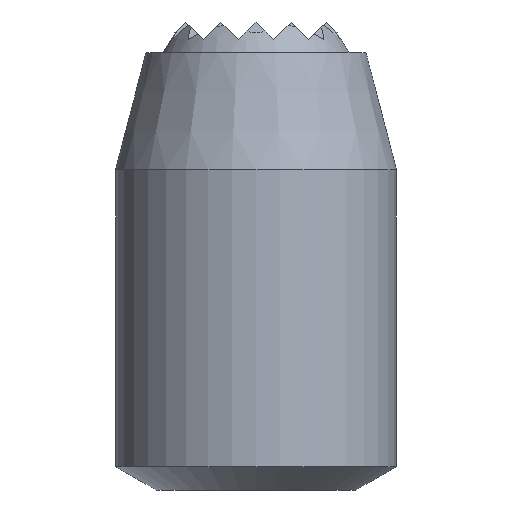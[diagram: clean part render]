
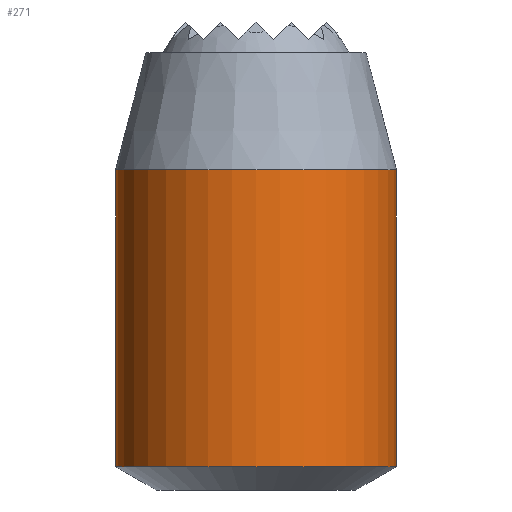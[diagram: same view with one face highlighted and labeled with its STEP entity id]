
A CAD part, front view. The second image highlights one B-rep face of the part: STEP entity #271.
In plain terms, the highlighted cylindrical face has radius 6 mm (diameter 12 mm), a full revolution.
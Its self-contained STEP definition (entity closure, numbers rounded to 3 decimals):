
#271 = ADVANCED_FACE( '', ( #569, #570 ), #571, .T. );
#569 = FACE_OUTER_BOUND( '', #892, .T. );
#570 = FACE_OUTER_BOUND( '', #893, .T. );
#571 = CYLINDRICAL_SURFACE( '', #894, 6. );
#892 = EDGE_LOOP( '', ( #1520 ) );
#893 = EDGE_LOOP( '', ( #1521 ) );
#894 = AXIS2_PLACEMENT_3D( '', #1522, #1523, #1524 );
#1520 = ORIENTED_EDGE( '', *, *, #1848, .T. );
#1521 = ORIENTED_EDGE( '', *, *, #1822, .T. );
#1522 = CARTESIAN_POINT( '', ( 0., 0., 18.68 ) );
#1523 = DIRECTION( '', ( 0., 0., 1. ) );
#1524 = DIRECTION( '', ( -1., 0., 0. ) );
#1822 = EDGE_CURVE( '', #2138, #2138, #2139, .F. );
#1848 = EDGE_CURVE( '', #2180, #2180, #2181, .T. );
#2138 = VERTEX_POINT( '', #2549 );
#2139 = CIRCLE( '', #2550, 6. );
#2180 = VERTEX_POINT( '', #2606 );
#2181 = CIRCLE( '', #2607, 6. );
#2549 = CARTESIAN_POINT( '', ( 6., 0., 13.68 ) );
#2550 = AXIS2_PLACEMENT_3D( '', #3034, #3035, #3036 );
#2606 = CARTESIAN_POINT( '', ( 6., 0., 1. ) );
#2607 = AXIS2_PLACEMENT_3D( '', #3064, #3065, #3066 );
#3034 = CARTESIAN_POINT( '', ( 0., 0., 13.68 ) );
#3035 = DIRECTION( '', ( 0., 0., 1. ) );
#3036 = DIRECTION( '', ( 1., 0., 0. ) );
#3064 = CARTESIAN_POINT( '', ( 0., 0., 1. ) );
#3065 = DIRECTION( '', ( 0., 0., 1. ) );
#3066 = DIRECTION( '', ( 1., 0., 0. ) );
